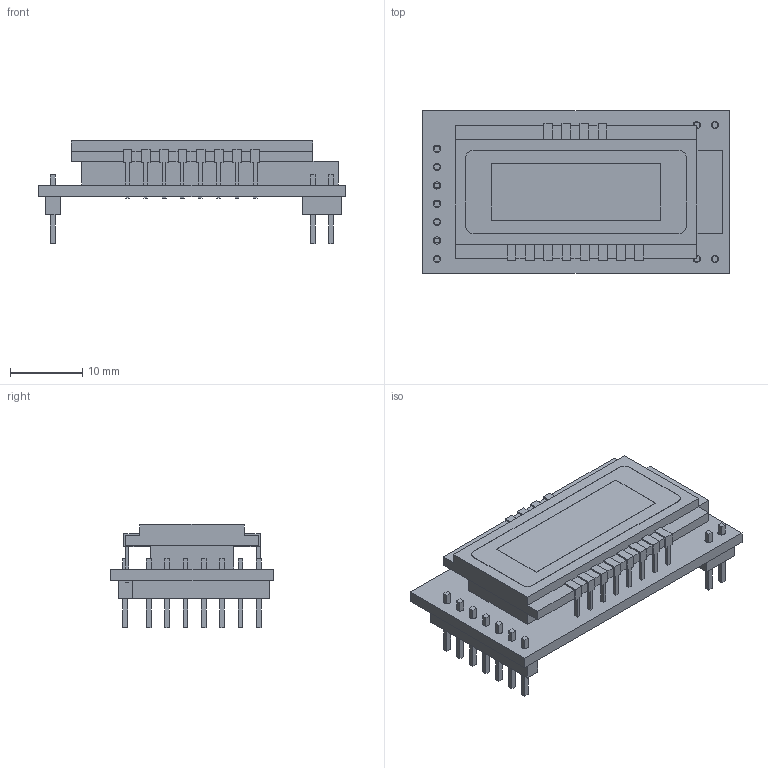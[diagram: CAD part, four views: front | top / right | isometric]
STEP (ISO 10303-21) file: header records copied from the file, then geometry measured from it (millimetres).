
FILE_DESCRIPTION(/* description */ (''),/* implementation_level */ '2;1');
FILE_NAME(/* name */ 'Rudder_Trim.step',/* time_stamp */ '2024-03-20T22:17:38-05:00',/* author */ (''),/* organization */ (''),/* preprocessor_version */ 'ST-DEVELOPER v20',/* originating_system */ 'Autodesk Translation Framework v12.20.1.177',/* authorisation */ '');
FILE_SCHEMA (('AUTOMOTIVE_DESIGN { 1 0 10303 214 3 1 1 }'));
Length unit declared in the file: millimetre
Products named in the file (1): (Unsaved)
Bounding box: 42.5 x 22.5 x 14.28 mm (x, y, z)
Volume: 4649.3 mm3; surface area: 3879.8 mm2
Topology: 4 solids, 4 shells, 370 faces, 997 edges, 664 vertices
Faces by surface type: plane 355, cylinder 15
Full cylindrical faces by diameter (mm): 1 x11
Entity records: 11504 total; most frequent: CARTESIAN_POINT 2032, ORIENTED_EDGE 1994, DIRECTION 1769, EDGE_CURVE 997, LINE 967, VECTOR 967, VERTEX_POINT 664, EDGE_LOOP 445
